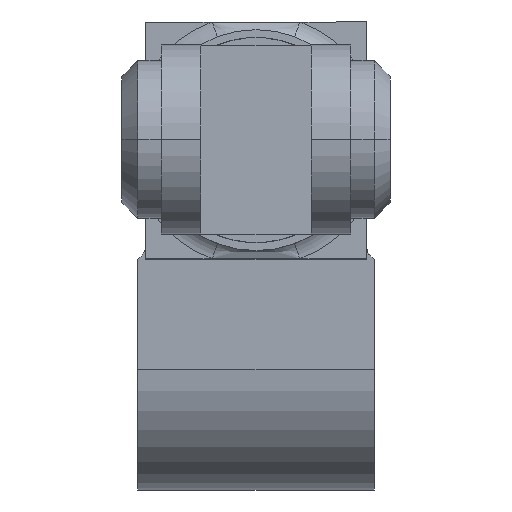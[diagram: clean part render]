
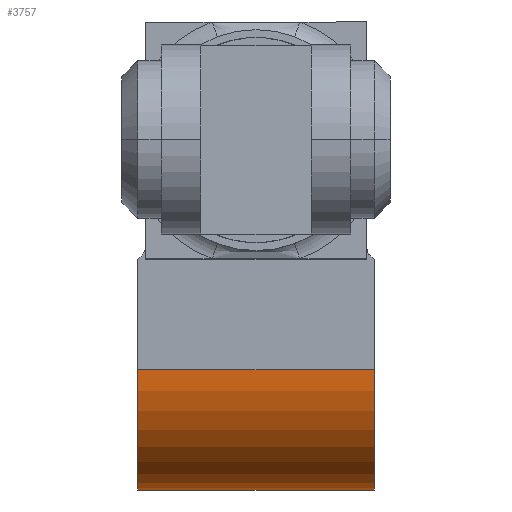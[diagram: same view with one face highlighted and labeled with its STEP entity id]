
A CAD part, top view. The second image highlights one B-rep face of the part: STEP entity #3757.
In plain terms, the highlighted cylindrical face has radius 77.5 mm (diameter 155 mm), a partial arc.
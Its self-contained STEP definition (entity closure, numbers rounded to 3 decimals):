
#139 = LINE ( 'NONE', #2596, #2743 ) ;
#284 = CARTESIAN_POINT ( 'NONE',  ( 75., -143.651, 92.295 ) ) ;
#303 = CYLINDRICAL_SURFACE ( 'NONE', #411, 77.5 ) ;
#375 = AXIS2_PLACEMENT_3D ( 'NONE', #2913, #2840, #3527 ) ;
#411 = AXIS2_PLACEMENT_3D ( 'NONE', #284, #1187, #2473 ) ;
#466 = AXIS2_PLACEMENT_3D ( 'NONE', #2193, #1911, #2232 ) ;
#540 = LINE ( 'NONE', #3559, #3452 ) ;
#692 = CIRCLE ( 'NONE', #375, 77.5 ) ;
#839 = VERTEX_POINT ( 'NONE', #3736 ) ;
#1059 = EDGE_CURVE ( 'NONE', #2552, #2294, #3451, .T. ) ;
#1093 = DIRECTION ( 'NONE',  ( -1., 0., 0. ) ) ;
#1187 = DIRECTION ( 'NONE',  ( -1., 0., 0. ) ) ;
#1409 = CARTESIAN_POINT ( 'NONE',  ( -75., -145., 169.783 ) ) ;
#1468 = FACE_OUTER_BOUND ( 'NONE', #2841, .T. ) ;
#1679 = ORIENTED_EDGE ( 'NONE', *, *, #1059, .F. ) ;
#1789 = EDGE_CURVE ( 'NONE', #3054, #839, #692, .T. ) ;
#1832 = CARTESIAN_POINT ( 'NONE',  ( 75., -158.438, 16.219 ) ) ;
#1911 = DIRECTION ( 'NONE',  ( 1., 0., 0. ) ) ;
#2020 = DIRECTION ( 'NONE',  ( -1., 0., 0. ) ) ;
#2193 = CARTESIAN_POINT ( 'NONE',  ( 75., -143.651, 92.295 ) ) ;
#2232 = DIRECTION ( 'NONE',  ( 0., 0., -1. ) ) ;
#2294 = VERTEX_POINT ( 'NONE', #1832 ) ;
#2428 = EDGE_CURVE ( 'NONE', #2552, #3054, #540, .T. ) ;
#2473 = DIRECTION ( 'NONE',  ( 0., 0., 1. ) ) ;
#2519 = ORIENTED_EDGE ( 'NONE', *, *, #3075, .F. ) ;
#2552 = VERTEX_POINT ( 'NONE', #3315 ) ;
#2596 = CARTESIAN_POINT ( 'NONE',  ( 75., -158.438, 16.219 ) ) ;
#2743 = VECTOR ( 'NONE', #2020, 1000. ) ;
#2840 = DIRECTION ( 'NONE',  ( 1., 0., 0. ) ) ;
#2841 = EDGE_LOOP ( 'NONE', ( #2920, #2519, #1679, #3549 ) ) ;
#2913 = CARTESIAN_POINT ( 'NONE',  ( -75., -143.651, 92.295 ) ) ;
#2920 = ORIENTED_EDGE ( 'NONE', *, *, #1789, .T. ) ;
#3054 = VERTEX_POINT ( 'NONE', #1409 ) ;
#3075 = EDGE_CURVE ( 'NONE', #2294, #839, #139, .T. ) ;
#3315 = CARTESIAN_POINT ( 'NONE',  ( 75., -145., 169.783 ) ) ;
#3451 = CIRCLE ( 'NONE', #466, 77.5 ) ;
#3452 = VECTOR ( 'NONE', #1093, 1000. ) ;
#3527 = DIRECTION ( 'NONE',  ( 0., 0., -1. ) ) ;
#3549 = ORIENTED_EDGE ( 'NONE', *, *, #2428, .T. ) ;
#3559 = CARTESIAN_POINT ( 'NONE',  ( 75., -145., 169.783 ) ) ;
#3736 = CARTESIAN_POINT ( 'NONE',  ( -75., -158.438, 16.219 ) ) ;
#3757 = ADVANCED_FACE ( 'NONE', ( #1468 ), #303, .T. ) ;
